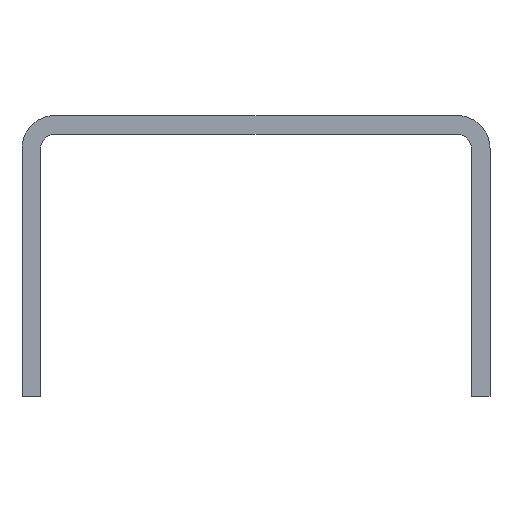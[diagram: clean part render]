
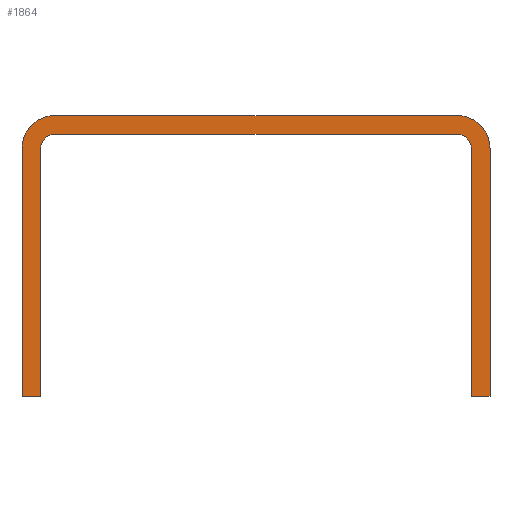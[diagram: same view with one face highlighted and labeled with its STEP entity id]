
A CAD part, front view. The second image highlights one B-rep face of the part: STEP entity #1864.
In plain terms, the highlighted planar face has unit normal (0, -1, 0).
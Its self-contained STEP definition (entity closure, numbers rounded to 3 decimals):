
#1=DIRECTION('',(0.,0.,1.));
#2=VECTOR('',#1,26.5);
#3=CARTESIAN_POINT('',(-25.,0.,-30.));
#4=LINE('',#3,#2);
#5=CARTESIAN_POINT('',(-21.5,0.,-3.5));
#6=DIRECTION('',(0.,1.,0.));
#7=DIRECTION('',(-1.,0.,0.));
#8=AXIS2_PLACEMENT_3D('',#5,#6,#7);
#10=DIRECTION('',(1.,0.,0.));
#11=VECTOR('',#10,43.);
#12=CARTESIAN_POINT('',(-21.5,0.,0.));
#13=LINE('',#12,#11);
#14=CARTESIAN_POINT('',(21.5,0.,-3.5));
#15=DIRECTION('',(0.,1.,0.));
#16=DIRECTION('',(0.,0.,1.));
#17=AXIS2_PLACEMENT_3D('',#14,#15,#16);
#19=DIRECTION('',(0.,0.,-1.));
#20=VECTOR('',#19,26.5);
#21=CARTESIAN_POINT('',(25.,0.,-3.5));
#22=LINE('',#21,#20);
#23=DIRECTION('',(-1.,0.,0.));
#24=VECTOR('',#23,2.);
#25=CARTESIAN_POINT('',(25.,0.,-30.));
#26=LINE('',#25,#24);
#27=DIRECTION('',(0.,0.,1.));
#28=VECTOR('',#27,26.5);
#29=CARTESIAN_POINT('',(23.,0.,-30.));
#30=LINE('',#29,#28);
#31=CARTESIAN_POINT('',(21.5,0.,-3.5));
#32=DIRECTION('',(0.,-1.,0.));
#33=DIRECTION('',(1.,0.,0.));
#34=AXIS2_PLACEMENT_3D('',#31,#32,#33);
#36=DIRECTION('',(-1.,0.,0.));
#37=VECTOR('',#36,43.);
#38=CARTESIAN_POINT('',(21.5,0.,-2.));
#39=LINE('',#38,#37);
#40=CARTESIAN_POINT('',(-21.5,0.,-3.5));
#41=DIRECTION('',(0.,-1.,0.));
#42=DIRECTION('',(0.,0.,1.));
#43=AXIS2_PLACEMENT_3D('',#40,#41,#42);
#45=DIRECTION('',(0.,0.,-1.));
#46=VECTOR('',#45,26.5);
#47=CARTESIAN_POINT('',(-23.,0.,-3.5));
#48=LINE('',#47,#46);
#49=DIRECTION('',(-1.,0.,0.));
#50=VECTOR('',#49,2.);
#51=CARTESIAN_POINT('',(-23.,0.,-30.));
#52=LINE('',#51,#50);
#1401=CARTESIAN_POINT('',(-25.,0.,-30.));
#1402=CARTESIAN_POINT('',(-25.,0.,-3.5));
#1403=VERTEX_POINT('',#1401);
#1404=VERTEX_POINT('',#1402);
#1405=CARTESIAN_POINT('',(-21.5,0.,0.));
#1406=VERTEX_POINT('',#1405);
#1407=CARTESIAN_POINT('',(21.5,0.,0.));
#1408=VERTEX_POINT('',#1407);
#1409=CARTESIAN_POINT('',(25.,0.,-3.5));
#1410=VERTEX_POINT('',#1409);
#1411=CARTESIAN_POINT('',(25.,0.,-30.));
#1412=VERTEX_POINT('',#1411);
#1413=CARTESIAN_POINT('',(23.,0.,-30.));
#1414=VERTEX_POINT('',#1413);
#1415=CARTESIAN_POINT('',(23.,0.,-3.5));
#1416=VERTEX_POINT('',#1415);
#1417=CARTESIAN_POINT('',(21.5,0.,-2.));
#1418=VERTEX_POINT('',#1417);
#1419=CARTESIAN_POINT('',(-21.5,0.,-2.));
#1420=VERTEX_POINT('',#1419);
#1421=CARTESIAN_POINT('',(-23.,0.,-3.5));
#1422=VERTEX_POINT('',#1421);
#1423=CARTESIAN_POINT('',(-23.,0.,-30.));
#1424=VERTEX_POINT('',#1423);
#1833=CARTESIAN_POINT('',(0.,0.,0.));
#1834=DIRECTION('',(0.,1.,0.));
#1835=DIRECTION('',(1.,0.,0.));
#1836=AXIS2_PLACEMENT_3D('',#1833,#1834,#1835);
#1837=PLANE('',#1836);
#1839=ORIENTED_EDGE('',*,*,#1838,.T.);
#1841=ORIENTED_EDGE('',*,*,#1840,.T.);
#1843=ORIENTED_EDGE('',*,*,#1842,.T.);
#1845=ORIENTED_EDGE('',*,*,#1844,.T.);
#1847=ORIENTED_EDGE('',*,*,#1846,.T.);
#1849=ORIENTED_EDGE('',*,*,#1848,.T.);
#1851=ORIENTED_EDGE('',*,*,#1850,.T.);
#1853=ORIENTED_EDGE('',*,*,#1852,.T.);
#1855=ORIENTED_EDGE('',*,*,#1854,.T.);
#1857=ORIENTED_EDGE('',*,*,#1856,.T.);
#1859=ORIENTED_EDGE('',*,*,#1858,.T.);
#1861=ORIENTED_EDGE('',*,*,#1860,.T.);
#1862=EDGE_LOOP('',(#1839,#1841,#1843,#1845,#1847,#1849,#1851,#1853,#1855,#1857,
#1859,#1861));
#1863=FACE_OUTER_BOUND('',#1862,.F.);
#1864=ADVANCED_FACE('',(#1863),#1837,.F.);
#9=CIRCLE('',#8,3.5);
#18=CIRCLE('',#17,3.5);
#35=CIRCLE('',#34,1.5);
#44=CIRCLE('',#43,1.5);
#1838=EDGE_CURVE('',#1403,#1404,#4,.T.);
#1840=EDGE_CURVE('',#1404,#1406,#9,.T.);
#1842=EDGE_CURVE('',#1406,#1408,#13,.T.);
#1844=EDGE_CURVE('',#1408,#1410,#18,.T.);
#1846=EDGE_CURVE('',#1410,#1412,#22,.T.);
#1848=EDGE_CURVE('',#1412,#1414,#26,.T.);
#1850=EDGE_CURVE('',#1414,#1416,#30,.T.);
#1852=EDGE_CURVE('',#1416,#1418,#35,.T.);
#1854=EDGE_CURVE('',#1418,#1420,#39,.T.);
#1856=EDGE_CURVE('',#1420,#1422,#44,.T.);
#1858=EDGE_CURVE('',#1422,#1424,#48,.T.);
#1860=EDGE_CURVE('',#1424,#1403,#52,.T.);
